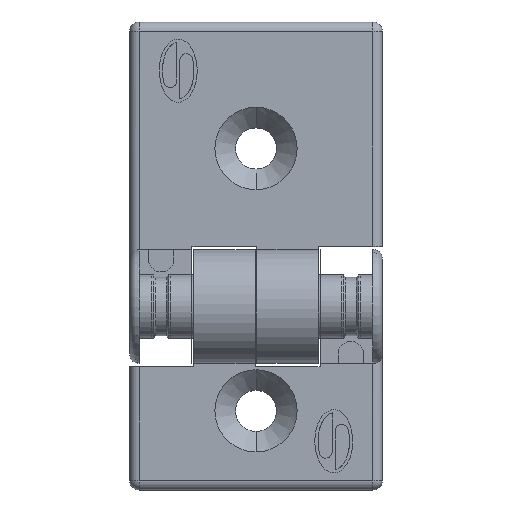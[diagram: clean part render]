
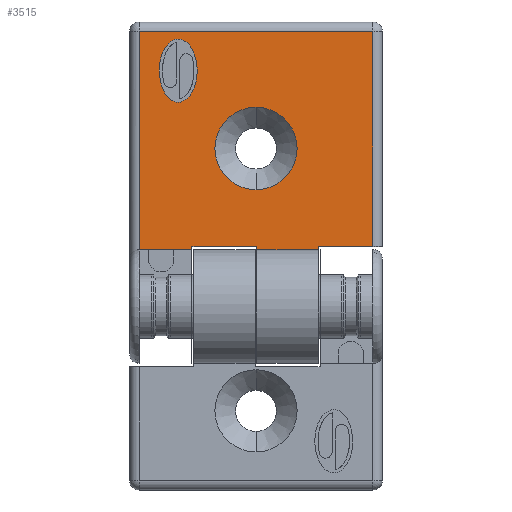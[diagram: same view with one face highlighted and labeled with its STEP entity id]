
A CAD part, top view. The second image highlights one B-rep face of the part: STEP entity #3515.
In plain terms, the highlighted planar face has unit normal (0, 0, 1).
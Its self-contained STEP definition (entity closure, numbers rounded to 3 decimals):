
#1364=CARTESIAN_POINT('',(0.,0.,8.));
#1365=DIRECTION('',(0.,0.,-1.));
#1366=DIRECTION('',(0.,-1.,0.));
#1367=AXIS2_PLACEMENT_3D('',#1364,#1365,#1366);
#1372=CARTESIAN_POINT('',(0.,0.,8.));
#1373=DIRECTION('',(0.,0.,-1.));
#1374=DIRECTION('',(0.,1.,0.));
#1375=AXIS2_PLACEMENT_3D('',#1372,#1373,#1374);
#1380=DIRECTION('',(0.,1.,0.));
#1381=VECTOR('',#1380,34.);
#1382=CARTESIAN_POINT('',(18.5,-15.5,8.));
#1383=LINE('',#1382,#1381);
#1387=DIRECTION('',(1.,0.,0.));
#1388=VECTOR('',#1387,8.625);
#1389=CARTESIAN_POINT('',(9.875,-15.5,8.));
#1390=LINE('',#1389,#1388);
#1394=DIRECTION('',(0.,1.,0.));
#1395=VECTOR('',#1394,0.556);
#1396=CARTESIAN_POINT('',(0.125,-16.056,8.));
#1397=LINE('',#1396,#1395);
#1401=DIRECTION('',(1.,0.,0.));
#1402=VECTOR('',#1401,10.25);
#1403=CARTESIAN_POINT('',(-10.125,-15.5,8.));
#1404=LINE('',#1403,#1402);
#1408=DIRECTION('',(0.,1.,0.));
#1409=VECTOR('',#1408,0.556);
#1410=CARTESIAN_POINT('',(-10.125,-16.056,8.));
#1411=LINE('',#1410,#1409);
#1415=DIRECTION('',(0.,-1.,0.));
#1416=VECTOR('',#1415,34.556);
#1417=CARTESIAN_POINT('',(-18.5,18.5,8.));
#1418=LINE('',#1417,#1416);
#1422=DIRECTION('',(-1.,0.,0.));
#1423=VECTOR('',#1422,37.);
#1424=CARTESIAN_POINT('',(18.5,18.5,8.));
#1425=LINE('',#1424,#1423);
#1429=CARTESIAN_POINT('',(-12.3,17.3,8.));
#1430=CARTESIAN_POINT('',(-12.654,17.3,8.));
#1431=CARTESIAN_POINT('',(-13.418,17.086,8.));
#1432=CARTESIAN_POINT('',(-14.306,16.132,8.));
#1433=CARTESIAN_POINT('',(-14.83,15.052,8.));
#1434=CARTESIAN_POINT('',(-15.109,14.147,8.));
#1435=CARTESIAN_POINT('',(-15.269,13.203,8.));
#1436=CARTESIAN_POINT('',(-15.316,12.3,8.));
#1437=CARTESIAN_POINT('',(-15.269,11.397,8.));
#1438=CARTESIAN_POINT('',(-15.109,10.453,8.));
#1439=CARTESIAN_POINT('',(-14.83,9.548,8.));
#1440=CARTESIAN_POINT('',(-14.306,8.468,8.));
#1441=CARTESIAN_POINT('',(-13.418,7.514,8.));
#1442=CARTESIAN_POINT('',(-12.654,7.3,8.));
#1443=CARTESIAN_POINT('',(-12.3,7.3,8.));
#1448=CARTESIAN_POINT('',(-12.3,7.3,8.));
#1449=CARTESIAN_POINT('',(-11.946,7.3,8.));
#1450=CARTESIAN_POINT('',(-11.182,7.514,8.));
#1451=CARTESIAN_POINT('',(-10.294,8.468,8.));
#1452=CARTESIAN_POINT('',(-9.77,9.548,8.));
#1453=CARTESIAN_POINT('',(-9.491,10.453,8.));
#1454=CARTESIAN_POINT('',(-9.331,11.397,8.));
#1455=CARTESIAN_POINT('',(-9.284,12.3,8.));
#1456=CARTESIAN_POINT('',(-9.331,13.203,8.));
#1457=CARTESIAN_POINT('',(-9.491,14.147,8.));
#1458=CARTESIAN_POINT('',(-9.77,15.052,8.));
#1459=CARTESIAN_POINT('',(-10.294,16.132,8.));
#1460=CARTESIAN_POINT('',(-11.182,17.086,8.));
#1461=CARTESIAN_POINT('',(-11.946,17.3,8.));
#1462=CARTESIAN_POINT('',(-12.3,17.3,8.));
#1629=DIRECTION('',(1.,0.,0.));
#1630=VECTOR('',#1629,9.75);
#1631=CARTESIAN_POINT('',(0.125,-16.056,8.));
#1632=LINE('',#1631,#1630);
#1651=DIRECTION('',(1.,0.,0.));
#1652=VECTOR('',#1651,8.375);
#1653=CARTESIAN_POINT('',(-18.5,-16.056,8.));
#1654=LINE('',#1653,#1652);
#1767=DIRECTION('',(0.,-1.,0.));
#1768=VECTOR('',#1767,0.556);
#1769=CARTESIAN_POINT('',(9.875,-15.5,8.));
#1770=LINE('',#1769,#1768);
#2475=CARTESIAN_POINT('',(9.875,-15.5,8.));
#2477=VERTEX_POINT('',#2475);
#2480=CARTESIAN_POINT('',(9.875,-16.056,8.));
#2481=VERTEX_POINT('',#2480);
#2492=CARTESIAN_POINT('',(-10.125,-16.056,8.));
#2493=CARTESIAN_POINT('',(-10.125,-15.5,8.));
#2494=VERTEX_POINT('',#2492);
#2495=VERTEX_POINT('',#2493);
#2496=CARTESIAN_POINT('',(0.125,-15.5,8.));
#2497=VERTEX_POINT('',#2496);
#2498=CARTESIAN_POINT('',(0.125,-16.056,8.));
#2499=VERTEX_POINT('',#2498);
#2532=CARTESIAN_POINT('',(0.,-6.5,8.));
#2533=CARTESIAN_POINT('',(0.,6.5,8.));
#2534=VERTEX_POINT('',#2532);
#2535=VERTEX_POINT('',#2533);
#2689=CARTESIAN_POINT('',(18.5,-15.5,8.));
#2691=VERTEX_POINT('',#2689);
#2692=CARTESIAN_POINT('',(18.5,18.5,8.));
#2693=VERTEX_POINT('',#2692);
#2696=CARTESIAN_POINT('',(-18.5,18.5,8.));
#2697=CARTESIAN_POINT('',(-18.5,-16.056,8.));
#2698=VERTEX_POINT('',#2696);
#2699=VERTEX_POINT('',#2697);
#2726=VERTEX_POINT('',#1429);
#2727=VERTEX_POINT('',#1443);
#3477=CARTESIAN_POINT('',(0.,0.,8.));
#3478=DIRECTION('',(0.,0.,1.));
#3479=DIRECTION('',(1.,0.,0.));
#3480=AXIS2_PLACEMENT_3D('',#3477,#3478,#3479);
#3481=PLANE('',#3480);
#3483=ORIENTED_EDGE('',*,*,#3482,.F.);
#3485=ORIENTED_EDGE('',*,*,#3484,.F.);
#3487=ORIENTED_EDGE('',*,*,#3486,.T.);
#3489=ORIENTED_EDGE('',*,*,#3488,.F.);
#3491=ORIENTED_EDGE('',*,*,#3490,.T.);
#3493=ORIENTED_EDGE('',*,*,#3492,.F.);
#3495=ORIENTED_EDGE('',*,*,#3494,.F.);
#3497=ORIENTED_EDGE('',*,*,#3496,.F.);
#3499=ORIENTED_EDGE('',*,*,#3498,.F.);
#3501=ORIENTED_EDGE('',*,*,#3500,.F.);
#3502=EDGE_LOOP('',(#3483,#3485,#3487,#3489,#3491,#3493,#3495,#3497,#3499,
#3501));
#3503=FACE_OUTER_BOUND('',#3502,.F.);
#3504=ORIENTED_EDGE('',*,*,#3467,.F.);
#3506=ORIENTED_EDGE('',*,*,#3505,.F.);
#3507=EDGE_LOOP('',(#3504,#3506));
#3508=FACE_BOUND('',#3507,.F.);
#3510=ORIENTED_EDGE('',*,*,#3509,.T.);
#3512=ORIENTED_EDGE('',*,*,#3511,.T.);
#3513=EDGE_LOOP('',(#3510,#3512));
#3514=FACE_BOUND('',#3513,.F.);
#1368=CIRCLE('',#1367,6.5);
#1376=CIRCLE('',#1375,6.5);
#1444=B_SPLINE_CURVE_WITH_KNOTS('',3,(#1429,#1430,#1431,#1432,#1433,#1434,#1435,
#1436,#1437,#1438,#1439,#1440,#1441,#1442,#1443),.UNSPECIFIED.,.F.,.F.,(4,1,1,1,
1,1,1,1,1,1,1,1,4),(0.,0.125,0.25,0.313,0.375,0.438,0.5,
0.563,0.625,0.688,0.75,0.875,1.),.UNSPECIFIED.);
#1463=B_SPLINE_CURVE_WITH_KNOTS('',3,(#1448,#1449,#1450,#1451,#1452,#1453,#1454,
#1455,#1456,#1457,#1458,#1459,#1460,#1461,#1462),.UNSPECIFIED.,.F.,.F.,(4,1,1,1,
1,1,1,1,1,1,1,1,4),(0.,0.125,0.25,0.313,0.375,0.438,0.5,
0.563,0.625,0.688,0.75,0.875,1.),.UNSPECIFIED.);
#3467=EDGE_CURVE('',#2534,#2535,#1368,.T.);
#3482=EDGE_CURVE('',#2691,#2693,#1383,.T.);
#3484=EDGE_CURVE('',#2477,#2691,#1390,.T.);
#3486=EDGE_CURVE('',#2477,#2481,#1770,.T.);
#3488=EDGE_CURVE('',#2499,#2481,#1632,.T.);
#3490=EDGE_CURVE('',#2499,#2497,#1397,.T.);
#3492=EDGE_CURVE('',#2495,#2497,#1404,.T.);
#3494=EDGE_CURVE('',#2494,#2495,#1411,.T.);
#3496=EDGE_CURVE('',#2699,#2494,#1654,.T.);
#3498=EDGE_CURVE('',#2698,#2699,#1418,.T.);
#3500=EDGE_CURVE('',#2693,#2698,#1425,.T.);
#3505=EDGE_CURVE('',#2535,#2534,#1376,.T.);
#3509=EDGE_CURVE('',#2726,#2727,#1444,.T.);
#3511=EDGE_CURVE('',#2727,#2726,#1463,.T.);
#3515=ADVANCED_FACE('',(#3503,#3508,#3514),#3481,.T.);
